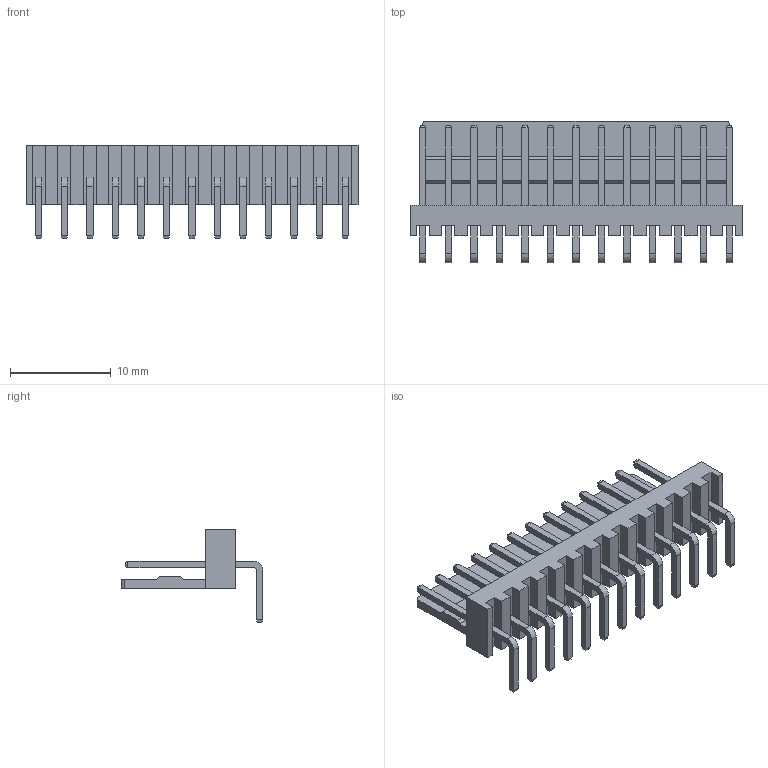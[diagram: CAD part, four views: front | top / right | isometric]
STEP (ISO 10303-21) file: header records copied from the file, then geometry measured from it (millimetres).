
FILE_DESCRIPTION (( 'STEP AP214' ), '1' );
FILE_NAME ('User Library-DS1070-13MR (WF-13RA CONNFLY).STEP', '2019-01-04T11:09:08', ( '' ), ( '' ), 'SwSTEP 2.0', 'SolidWorks 2018', '' );
FILE_SCHEMA (( 'AUTOMOTIVE_DESIGN' ));
Length unit declared in the file: millimetre
Products named in the file (1): User Library-DS1070-13MR (WF-13RA CONNFLY)
Bounding box: 33.02 x 14.1 x 9.3 mm (x, y, z)
Volume: 826.4 mm3; surface area: 1834.3 mm2
Topology: 1 solids, 1 shells, 354 faces, 874 edges, 548 vertices
Faces by surface type: plane 326, cylinder 28
Entity records: 10944 total; most frequent: CARTESIAN_POINT 1777, ORIENTED_EDGE 1748, DIRECTION 1640, EDGE_CURVE 874, VECTOR 818, LINE 818, VERTEX_POINT 548, AXIS2_PLACEMENT_3D 411
